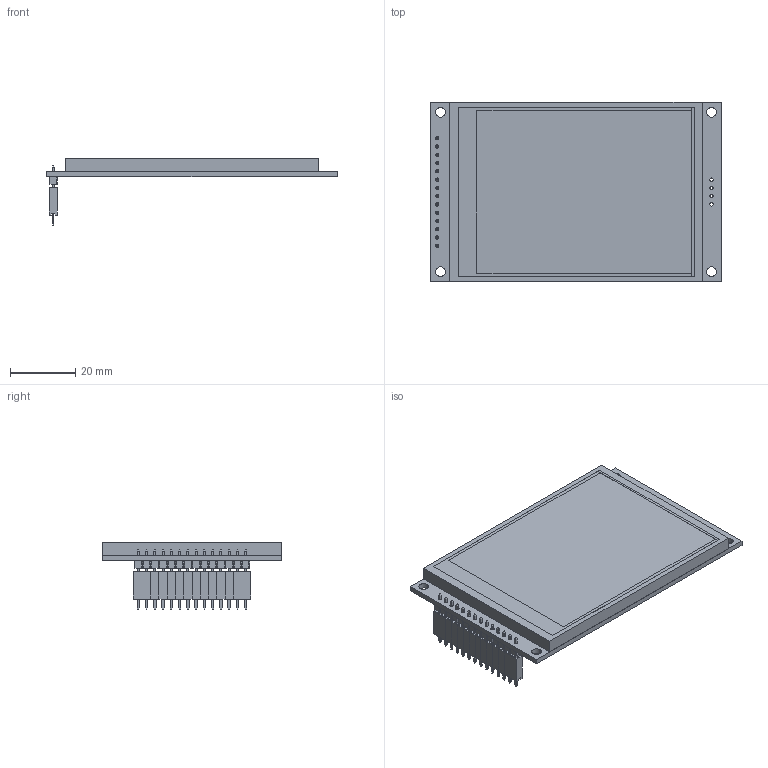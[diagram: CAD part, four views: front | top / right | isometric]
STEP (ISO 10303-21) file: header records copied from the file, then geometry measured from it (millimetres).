
FILE_DESCRIPTION (( 'STEP AP214' ), '1' );
FILE_NAME ('ILI9341_3_2.step', '2024-08-09T18:51:17', ( '' ), ( '' ), 'SwSTEP 2.0', 'SolidWorks 2023', '' );
FILE_SCHEMA (( 'AUTOMOTIVE_DESIGN' ));
Length unit declared in the file: millimetre
Products named in the file (12): 14-Pin Header - Male - 2.54mm.step_Standard; display_board.step_Standard; disp_frame.step_Standard; hdrf-1x14t_2.54_36x3_1.step_Standard; hdrf-1x14t_2.54_36x3_Standard; screen.step_Standard; 14-Pin Header - Male - 2.54mm_1.step.step_Standard; touch.step_Standard; hdrf-1x14t_2.54_36x3.step_Standard; ILI9341_3_2.step_Standard; ILI9341_3_2; 14-Pin Header - Male - 2.54mm.step.step_Standard
Assembly tree (11 placements, depth 5):
  ILI9341_3_2
    ILI9341_3_2.step_Standard
      14-Pin Header - Male - 2.54mm.step_Standard
        14-Pin Header - Male - 2.54mm.step.step_Standard
          14-Pin Header - Male - 2.54mm_1.step.step_Standard
      screen.step_Standard
      disp_frame.step_Standard
      touch.step_Standard
      display_board.step_Standard
    hdrf-1x14t_2.54_36x3_Standard
      hdrf-1x14t_2.54_36x3.step_Standard
        hdrf-1x14t_2.54_36x3_1.step_Standard
Bounding box: 89.3 x 55.04 x 20.59 mm (x, y, z)
Volume: 14684 mm3; surface area: 24186.3 mm2
Topology: 17 solids, 17 shells, 928 faces, 2290 edges, 1452 vertices
Faces by surface type: plane 884, cylinder 44
Entity records: 36547 total; most frequent: CARTESIAN_POINT 4689, ORIENTED_EDGE 4580, DIRECTION 4272, EDGE_CURVE 2290, LINE 2202, VECTOR 2202, VERTEX_POINT 1452, AXIS2_PLACEMENT_3D 1035
